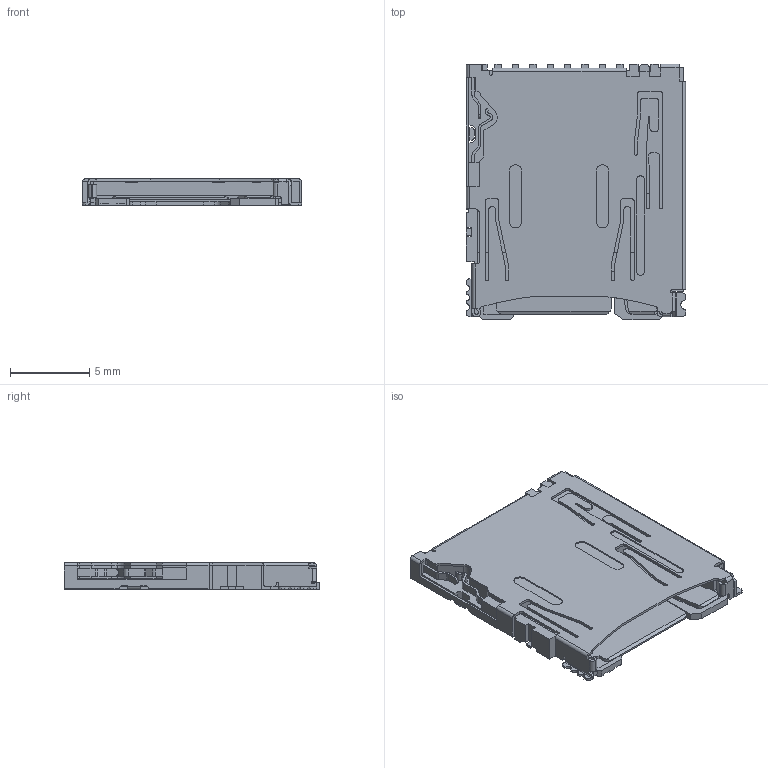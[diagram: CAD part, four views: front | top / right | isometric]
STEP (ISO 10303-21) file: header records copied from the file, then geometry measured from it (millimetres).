
FILE_DESCRIPTION(('FreeCAD Model'),'2;1');
FILE_NAME('Open CASCADE Shape Model','2025-05-25T13:27:38',( 'kicad StepUp'),('ksu MCAD'),'Open CASCADE STEP processor 7.8', 'FreeCAD','Unknown');
FILE_SCHEMA(('AUTOMOTIVE_DESIGN { 1 0 10303 214 1 1 1 1 }'));
Length unit declared in the file: millimetre
Products named in the file (18): DM3AT_SF_PEJM5; DM3AT-SF-PEJM5; DM3AT-SF-PEJM006; DM3AT-SF-PEJM007; DM3AT-SF-PEJM008; DM3AT-SF-PEJM009; DM3AT-SF-PEJM010; DM3AT-SF-PEJM011; DM3AT-SF-PEJM012; DM3AT-SF-PEJM013; DM3AT-SF-PEJM014; DM3AT-SF-PEJM015; DM3AT-SF-PEJM016; DM3AT-SF-PEJM017; DM3AT-SF-PEJM018; DM3AT-SF-PEJM019; DM3AT-SF-PEJM020; DM3AT-SF-PEJM021
Assembly tree (17 placements, depth 2):
  DM3AT_SF_PEJM5
    DM3AT-SF-PEJM5
    DM3AT-SF-PEJM006
    DM3AT-SF-PEJM007
    DM3AT-SF-PEJM008
    DM3AT-SF-PEJM009
    DM3AT-SF-PEJM010
    DM3AT-SF-PEJM011
    DM3AT-SF-PEJM012
    DM3AT-SF-PEJM013
    DM3AT-SF-PEJM014
    DM3AT-SF-PEJM015
    DM3AT-SF-PEJM016
    DM3AT-SF-PEJM017
    DM3AT-SF-PEJM018
    DM3AT-SF-PEJM019
    DM3AT-SF-PEJM020
    DM3AT-SF-PEJM021
Bounding box: 13.85 x 16.15 x 1.68 mm (x, y, z)
Volume: 232.2 mm3; surface area: 1125.1 mm2
Topology: 17 solids, 17 shells, 720 faces, 1998 edges, 1327 vertices
Faces by surface type: plane 496, cylinder 224
Entity records: 23463 total; most frequent: CARTESIAN_POINT 4154, ORIENTED_EDGE 3996, DIRECTION 3890, EDGE_CURVE 1998, LINE 1528, VECTOR 1528, VERTEX_POINT 1327, AXIS2_PLACEMENT_3D 1181
